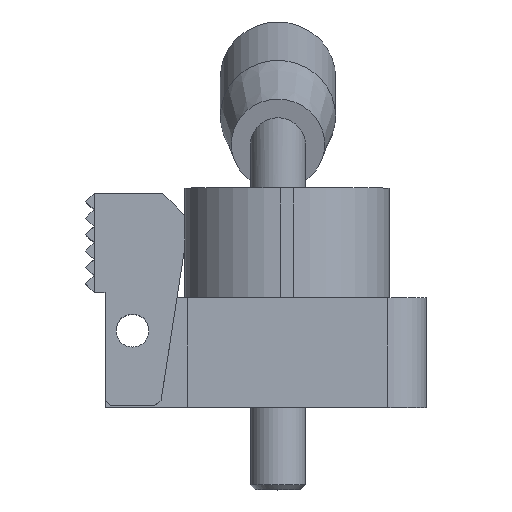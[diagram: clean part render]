
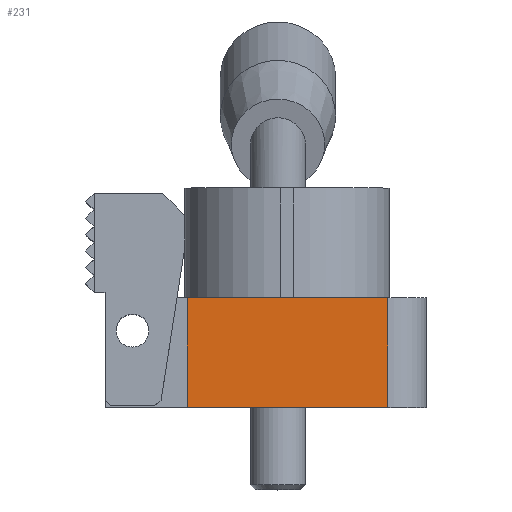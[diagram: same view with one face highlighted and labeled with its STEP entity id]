
A CAD part, top view. The second image highlights one B-rep face of the part: STEP entity #231.
In plain terms, the highlighted planar face has unit normal (0, 0, 1).
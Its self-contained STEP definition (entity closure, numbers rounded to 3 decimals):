
#231 = ADVANCED_FACE( '', ( #552 ), #553, .F. );
#552 = FACE_OUTER_BOUND( '', #1013, .T. );
#553 = PLANE( '', #1014 );
#1013 = EDGE_LOOP( '', ( #1669, #1670, #1671, #1672 ) );
#1014 = AXIS2_PLACEMENT_3D( '', #1673, #1674, #1675 );
#1669 = ORIENTED_EDGE( '', *, *, #2454, .T. );
#1670 = ORIENTED_EDGE( '', *, *, #2622, .F. );
#1671 = ORIENTED_EDGE( '', *, *, #2623, .F. );
#1672 = ORIENTED_EDGE( '', *, *, #2458, .T. );
#1673 = CARTESIAN_POINT( '', ( -16.5, 20., 20. ) );
#1674 = DIRECTION( '', ( 0., 0., -1. ) );
#1675 = DIRECTION( '', ( -1., 0., 0. ) );
#2454 = EDGE_CURVE( '', #2911, #2909, #2912, .T. );
#2458 = EDGE_CURVE( '', #2917, #2911, #2918, .T. );
#2622 = EDGE_CURVE( '', #3180, #2909, #3181, .T. );
#2623 = EDGE_CURVE( '', #2917, #3180, #3182, .T. );
#2909 = VERTEX_POINT( '', #3559 );
#2911 = VERTEX_POINT( '', #3561 );
#2912 = LINE( '', #3562, #3563 );
#2917 = VERTEX_POINT( '', #3570 );
#2918 = LINE( '', #3571, #3572 );
#3180 = VERTEX_POINT( '', #3993 );
#3181 = LINE( '', #3994, #3995 );
#3182 = LINE( '', #3996, #3997 );
#3559 = CARTESIAN_POINT( '', ( 20., 0., 20. ) );
#3561 = CARTESIAN_POINT( '', ( -16.5, 0., 20. ) );
#3562 = CARTESIAN_POINT( '', ( -16.5, 0., 20. ) );
#3563 = VECTOR( '', #4415, 1000. );
#3570 = CARTESIAN_POINT( '', ( -16.5, 20., 20. ) );
#3571 = CARTESIAN_POINT( '', ( -16.5, 20., 20. ) );
#3572 = VECTOR( '', #4418, 1000. );
#3993 = CARTESIAN_POINT( '', ( 20., 20., 20. ) );
#3994 = CARTESIAN_POINT( '', ( 20., 20., 20. ) );
#3995 = VECTOR( '', #4610, 1000. );
#3996 = CARTESIAN_POINT( '', ( -16.5, 20., 20. ) );
#3997 = VECTOR( '', #4611, 1000. );
#4415 = DIRECTION( '', ( 1., 0., 0. ) );
#4418 = DIRECTION( '', ( 0., -1., 0. ) );
#4610 = DIRECTION( '', ( 0., -1., 0. ) );
#4611 = DIRECTION( '', ( 1., 0., 0. ) );
